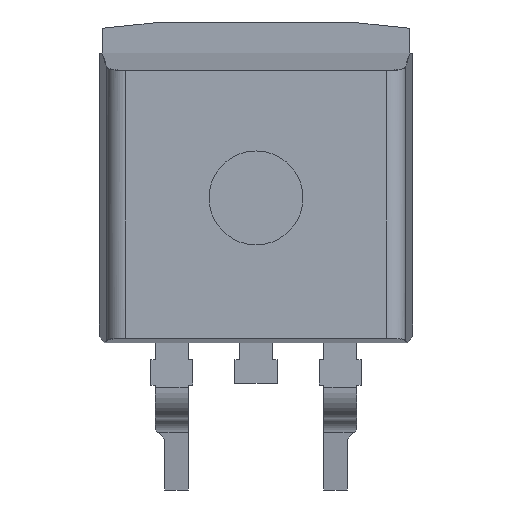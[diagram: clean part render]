
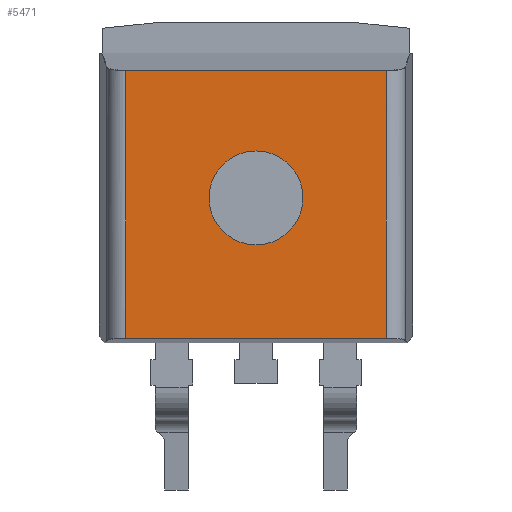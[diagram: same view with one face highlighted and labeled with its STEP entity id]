
A CAD part, top view. The second image highlights one B-rep face of the part: STEP entity #5471.
In plain terms, the highlighted planar face has unit normal (0, 0, 1).
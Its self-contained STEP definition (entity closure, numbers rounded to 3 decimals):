
#34 = AXIS2_PLACEMENT_3D ( 'NONE', #2536, #3488, #1316 ) ;
#130 = DIRECTION ( 'NONE',  ( 0., -1., 0. ) ) ;
#174 = CARTESIAN_POINT ( 'NONE',  ( 0., -4.59, 4.4 ) ) ;
#521 = DIRECTION ( 'NONE',  ( 0., 0., 1. ) ) ;
#825 = ORIENTED_EDGE ( 'NONE', *, *, #3364, .T. ) ;
#855 = VERTEX_POINT ( 'NONE', #3469 ) ;
#1059 = PLANE ( 'NONE',  #2363 ) ;
#1280 = CARTESIAN_POINT ( 'NONE',  ( 0., -1.605, 4.4 ) ) ;
#1316 = DIRECTION ( 'NONE',  ( 0., 1., 0. ) ) ;
#1400 = EDGE_CURVE ( 'NONE', #3859, #1437, #2859, .T. ) ;
#1437 = VERTEX_POINT ( 'NONE', #1280 ) ;
#1531 = CARTESIAN_POINT ( 'NONE',  ( 4.157, -4.59, 4.4 ) ) ;
#1770 = CARTESIAN_POINT ( 'NONE',  ( -4.157, -4.59, 4.4 ) ) ;
#1855 = DIRECTION ( 'NONE',  ( 0., 1., 0. ) ) ;
#1887 = EDGE_CURVE ( 'NONE', #4889, #855, #1976, .T. ) ;
#1976 = LINE ( 'NONE', #4050, #2881 ) ;
#2117 = EDGE_CURVE ( 'NONE', #2670, #3245, #2726, .T. ) ;
#2158 = EDGE_LOOP ( 'NONE', ( #5367, #3613 ) ) ;
#2290 = ORIENTED_EDGE ( 'NONE', *, *, #1887, .T. ) ;
#2307 = CARTESIAN_POINT ( 'NONE',  ( -4.157, 3.96, 4.4 ) ) ;
#2349 = FACE_OUTER_BOUND ( 'NONE', #3664, .T. ) ;
#2363 = AXIS2_PLACEMENT_3D ( 'NONE', #5279, #521, #2757 ) ;
#2367 = DIRECTION ( 'NONE',  ( -1., 0., 0. ) ) ;
#2536 = CARTESIAN_POINT ( 'NONE',  ( 0., -0.105, 4.4 ) ) ;
#2670 = VERTEX_POINT ( 'NONE', #2307 ) ;
#2726 = LINE ( 'NONE', #4440, #4153 ) ;
#2757 = DIRECTION ( 'NONE',  ( 0., -1., 0. ) ) ;
#2771 = LINE ( 'NONE', #3169, #4358 ) ;
#2859 = CIRCLE ( 'NONE', #3762, 1.5 ) ;
#2881 = VECTOR ( 'NONE', #1855, 1000. ) ;
#2942 = DIRECTION ( 'NONE',  ( 0., 0., -1. ) ) ;
#3169 = CARTESIAN_POINT ( 'NONE',  ( 0., 3.96, 4.4 ) ) ;
#3245 = VERTEX_POINT ( 'NONE', #1770 ) ;
#3290 = CARTESIAN_POINT ( 'NONE',  ( 0., -0.105, 4.4 ) ) ;
#3364 = EDGE_CURVE ( 'NONE', #3245, #4889, #4869, .T. ) ;
#3469 = CARTESIAN_POINT ( 'NONE',  ( 4.157, 3.96, 4.4 ) ) ;
#3488 = DIRECTION ( 'NONE',  ( 0., 0., -1. ) ) ;
#3547 = FACE_BOUND ( 'NONE', #2158, .T. ) ;
#3613 = ORIENTED_EDGE ( 'NONE', *, *, #5409, .T. ) ;
#3664 = EDGE_LOOP ( 'NONE', ( #825, #2290, #3962, #4772 ) ) ;
#3755 = EDGE_CURVE ( 'NONE', #855, #2670, #2771, .T. ) ;
#3762 = AXIS2_PLACEMENT_3D ( 'NONE', #3290, #2942, #4644 ) ;
#3859 = VERTEX_POINT ( 'NONE', #4342 ) ;
#3962 = ORIENTED_EDGE ( 'NONE', *, *, #3755, .T. ) ;
#4050 = CARTESIAN_POINT ( 'NONE',  ( 4.157, 3.968, 4.4 ) ) ;
#4149 = CIRCLE ( 'NONE', #34, 1.5 ) ;
#4153 = VECTOR ( 'NONE', #130, 1000. ) ;
#4342 = CARTESIAN_POINT ( 'NONE',  ( 0., 1.395, 4.4 ) ) ;
#4358 = VECTOR ( 'NONE', #2367, 1000. ) ;
#4440 = CARTESIAN_POINT ( 'NONE',  ( -4.157, 3.968, 4.4 ) ) ;
#4520 = DIRECTION ( 'NONE',  ( 1., 0., 0. ) ) ;
#4644 = DIRECTION ( 'NONE',  ( 0., 1., 0. ) ) ;
#4710 = VECTOR ( 'NONE', #4520, 1000. ) ;
#4772 = ORIENTED_EDGE ( 'NONE', *, *, #2117, .T. ) ;
#4869 = LINE ( 'NONE', #174, #4710 ) ;
#4889 = VERTEX_POINT ( 'NONE', #1531 ) ;
#5279 = CARTESIAN_POINT ( 'NONE',  ( 0., 3.968, 4.4 ) ) ;
#5367 = ORIENTED_EDGE ( 'NONE', *, *, #1400, .T. ) ;
#5409 = EDGE_CURVE ( 'NONE', #1437, #3859, #4149, .T. ) ;
#5471 = ADVANCED_FACE ( 'NONE', ( #2349, #3547 ), #1059, .T. ) ;
